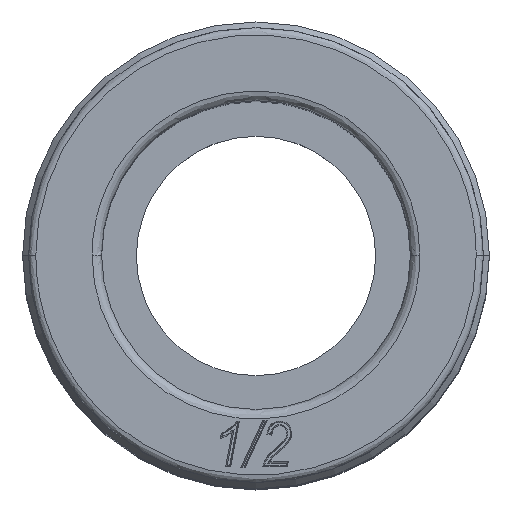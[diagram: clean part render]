
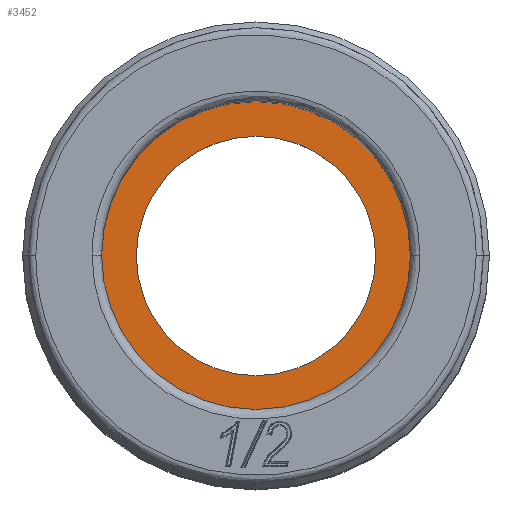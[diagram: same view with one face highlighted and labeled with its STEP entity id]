
A CAD part, top view. The second image highlights one B-rep face of the part: STEP entity #3452.
In plain terms, the highlighted planar face has unit normal (0, 0, 1).
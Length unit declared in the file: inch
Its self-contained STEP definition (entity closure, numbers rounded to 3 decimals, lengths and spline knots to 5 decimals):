
#91 = CARTESIAN_POINT ( 'NONE',  ( 0., 0., 0.02953 ) ) ;
#110 = DIRECTION ( 'NONE',  ( 0., 0., 1. ) ) ;
#279 = AXIS2_PLACEMENT_3D ( 'NONE', #91, #4470, #2457 ) ;
#348 = EDGE_CURVE ( 'NONE', #4847, #3528, #849, .T. ) ;
#511 = FACE_BOUND ( 'NONE', #5037, .T. ) ;
#849 = CIRCLE ( 'NONE', #1487, 0.19685 ) ;
#1149 = VERTEX_POINT ( 'NONE', #5156 ) ;
#1216 = ORIENTED_EDGE ( 'NONE', *, *, #348, .T. ) ;
#1281 = DIRECTION ( 'NONE',  ( -1., 0., 0. ) ) ;
#1388 = CIRCLE ( 'NONE', #2159, 0.25394 ) ;
#1487 = AXIS2_PLACEMENT_3D ( 'NONE', #3723, #1679, #3324 ) ;
#1679 = DIRECTION ( 'NONE',  ( 0., 0., -1. ) ) ;
#1820 = DIRECTION ( 'NONE',  ( 0., 0., -1. ) ) ;
#1856 = CARTESIAN_POINT ( 'NONE',  ( 0., 0., 0.02953 ) ) ;
#1967 = CARTESIAN_POINT ( 'NONE',  ( 0.24016, 0., 0.02953 ) ) ;
#2159 = AXIS2_PLACEMENT_3D ( 'NONE', #2840, #110, #1281 ) ;
#2280 = CARTESIAN_POINT ( 'NONE',  ( 0.25394, 0., 0.02953 ) ) ;
#2382 = DIRECTION ( 'NONE',  ( 1., 0., 0. ) ) ;
#2408 = CIRCLE ( 'NONE', #4893, 0.19685 ) ;
#2424 = EDGE_CURVE ( 'NONE', #3528, #4847, #2408, .T. ) ;
#2427 = CARTESIAN_POINT ( 'NONE',  ( 0.19685, 0., 0.02953 ) ) ;
#2435 = ORIENTED_EDGE ( 'NONE', *, *, #3712, .T. ) ;
#2457 = DIRECTION ( 'NONE',  ( -1., 0., 0. ) ) ;
#2643 = ORIENTED_EDGE ( 'NONE', *, *, #3252, .T. ) ;
#2840 = CARTESIAN_POINT ( 'NONE',  ( 0., 0., 0.02953 ) ) ;
#2971 = EDGE_LOOP ( 'NONE', ( #2643, #2435 ) ) ;
#3046 = DIRECTION ( 'NONE',  ( -1., 0., 0. ) ) ;
#3252 = EDGE_CURVE ( 'NONE', #1149, #4507, #3878, .T. ) ;
#3324 = DIRECTION ( 'NONE',  ( -1., 0., 0. ) ) ;
#3452 = ADVANCED_FACE ( 'NONE', ( #3743, #511 ), #3942, .T. ) ;
#3528 = VERTEX_POINT ( 'NONE', #2427 ) ;
#3574 = DIRECTION ( 'NONE',  ( 0., 0., 1. ) ) ;
#3575 = AXIS2_PLACEMENT_3D ( 'NONE', #1967, #3574, #2382 ) ;
#3712 = EDGE_CURVE ( 'NONE', #4507, #1149, #1388, .T. ) ;
#3723 = CARTESIAN_POINT ( 'NONE',  ( 0., 0., 0.02953 ) ) ;
#3743 = FACE_OUTER_BOUND ( 'NONE', #2971, .T. ) ;
#3878 = CIRCLE ( 'NONE', #279, 0.25394 ) ;
#3942 = PLANE ( 'NONE',  #3575 ) ;
#4443 = ORIENTED_EDGE ( 'NONE', *, *, #2424, .T. ) ;
#4470 = DIRECTION ( 'NONE',  ( 0., 0., 1. ) ) ;
#4507 = VERTEX_POINT ( 'NONE', #2280 ) ;
#4847 = VERTEX_POINT ( 'NONE', #4925 ) ;
#4893 = AXIS2_PLACEMENT_3D ( 'NONE', #1856, #1820, #3046 ) ;
#4925 = CARTESIAN_POINT ( 'NONE',  ( -0.19685, 0., 0.02953 ) ) ;
#5037 = EDGE_LOOP ( 'NONE', ( #1216, #4443 ) ) ;
#5156 = CARTESIAN_POINT ( 'NONE',  ( -0.25394, 0., 0.02953 ) ) ;
